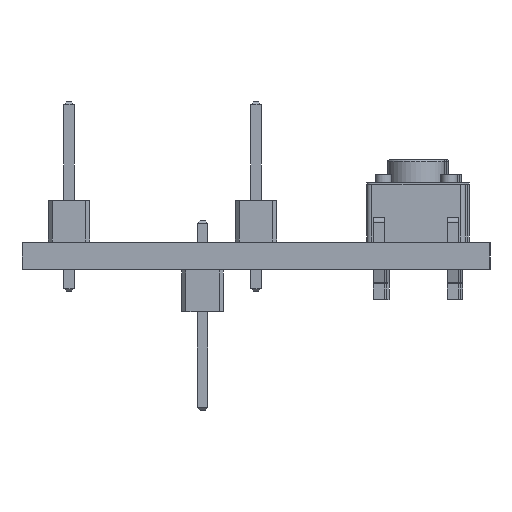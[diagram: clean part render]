
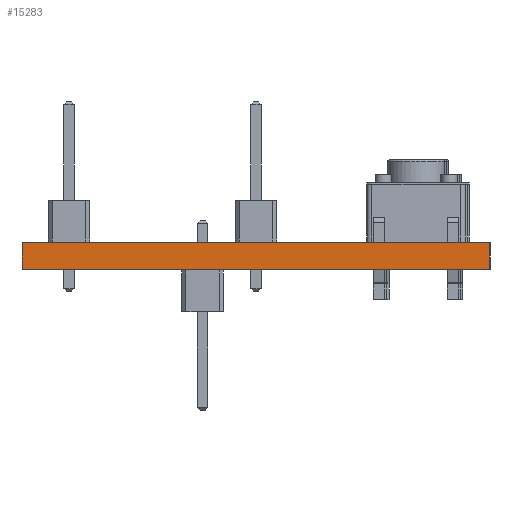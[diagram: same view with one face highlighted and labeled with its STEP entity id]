
A CAD part, left-side view. The second image highlights one B-rep face of the part: STEP entity #15283.
In plain terms, the highlighted planar face has unit normal (-1, 0, 0).
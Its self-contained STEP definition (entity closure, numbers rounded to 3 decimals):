
#15227 = VERTEX_POINT('',#15228);
#15228 = CARTESIAN_POINT('',(33.696,-88.5,1.6));
#15234 = EDGE_CURVE('',#15235,#15227,#15237,.T.);
#15235 = VERTEX_POINT('',#15236);
#15236 = CARTESIAN_POINT('',(33.696,-88.5,0.));
#15237 = LINE('',#15238,#15239);
#15238 = CARTESIAN_POINT('',(33.696,-88.5,0.));
#15239 = VECTOR('',#15240,1.);
#15240 = DIRECTION('',(0.,0.,1.));
#15283 = ADVANCED_FACE('',(#15284),#15309,.T.);
#15284 = FACE_BOUND('',#15285,.T.);
#15285 = EDGE_LOOP('',(#15286,#15287,#15295,#15303));
#15286 = ORIENTED_EDGE('',*,*,#15234,.T.);
#15287 = ORIENTED_EDGE('',*,*,#15288,.T.);
#15288 = EDGE_CURVE('',#15227,#15289,#15291,.T.);
#15289 = VERTEX_POINT('',#15290);
#15290 = CARTESIAN_POINT('',(33.696,-60.,1.6));
#15291 = LINE('',#15292,#15293);
#15292 = CARTESIAN_POINT('',(33.696,-88.5,1.6));
#15293 = VECTOR('',#15294,1.);
#15294 = DIRECTION('',(0.,1.,0.));
#15295 = ORIENTED_EDGE('',*,*,#15296,.F.);
#15296 = EDGE_CURVE('',#15297,#15289,#15299,.T.);
#15297 = VERTEX_POINT('',#15298);
#15298 = CARTESIAN_POINT('',(33.696,-60.,0.));
#15299 = LINE('',#15300,#15301);
#15300 = CARTESIAN_POINT('',(33.696,-60.,0.));
#15301 = VECTOR('',#15302,1.);
#15302 = DIRECTION('',(0.,0.,1.));
#15303 = ORIENTED_EDGE('',*,*,#15304,.F.);
#15304 = EDGE_CURVE('',#15235,#15297,#15305,.T.);
#15305 = LINE('',#15306,#15307);
#15306 = CARTESIAN_POINT('',(33.696,-88.5,0.));
#15307 = VECTOR('',#15308,1.);
#15308 = DIRECTION('',(0.,1.,0.));
#15309 = PLANE('',#15310);
#15310 = AXIS2_PLACEMENT_3D('',#15311,#15312,#15313);
#15311 = CARTESIAN_POINT('',(33.696,-88.5,0.));
#15312 = DIRECTION('',(-1.,0.,0.));
#15313 = DIRECTION('',(0.,1.,0.));
